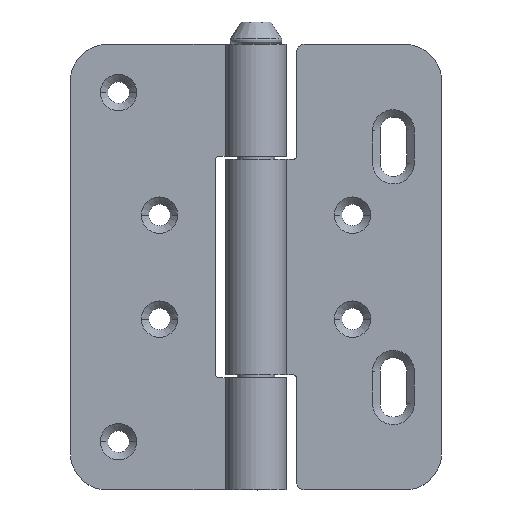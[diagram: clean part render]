
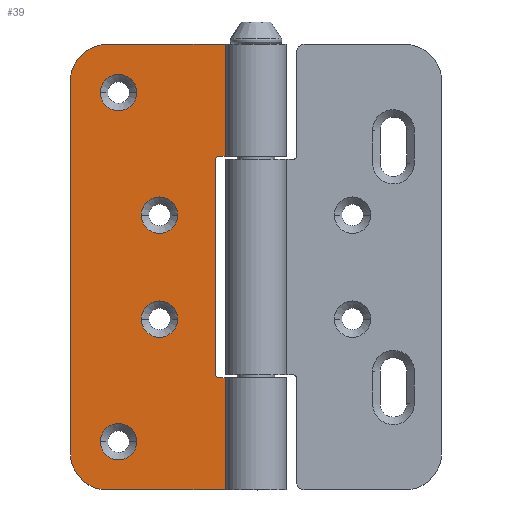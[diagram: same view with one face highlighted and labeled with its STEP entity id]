
A CAD part, top view. The second image highlights one B-rep face of the part: STEP entity #39.
In plain terms, the highlighted planar face has unit normal (0, 0, 1).
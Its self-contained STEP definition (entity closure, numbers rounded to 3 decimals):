
#22=FACE_BOUND('',#234,.T.);
#23=FACE_BOUND('',#235,.T.);
#24=FACE_BOUND('',#236,.T.);
#25=FACE_BOUND('',#237,.T.);
#39=ADVANCED_FACE('',(#134,#22,#23,#24,#25),#1521,.T.);
#134=FACE_OUTER_BOUND('',#233,.T.);
#233=EDGE_LOOP('',(#369,#370,#371,#372,#373,#374,#375,#376,#377,#378,#379,
#380));
#234=EDGE_LOOP('',(#381,#382));
#235=EDGE_LOOP('',(#383,#384));
#236=EDGE_LOOP('',(#385,#386));
#237=EDGE_LOOP('',(#387,#388));
#369=ORIENTED_EDGE('',*,*,#826,.T.);
#370=ORIENTED_EDGE('',*,*,#811,.T.);
#371=ORIENTED_EDGE('',*,*,#812,.F.);
#372=ORIENTED_EDGE('',*,*,#874,.T.);
#373=ORIENTED_EDGE('',*,*,#808,.F.);
#374=ORIENTED_EDGE('',*,*,#872,.T.);
#375=ORIENTED_EDGE('',*,*,#810,.T.);
#376=ORIENTED_EDGE('',*,*,#835,.T.);
#377=ORIENTED_EDGE('',*,*,#828,.T.);
#378=ORIENTED_EDGE('',*,*,#877,.T.);
#379=ORIENTED_EDGE('',*,*,#827,.T.);
#380=ORIENTED_EDGE('',*,*,#880,.T.);
#381=ORIENTED_EDGE('',*,*,#883,.F.);
#382=ORIENTED_EDGE('',*,*,#851,.F.);
#383=ORIENTED_EDGE('',*,*,#888,.F.);
#384=ORIENTED_EDGE('',*,*,#856,.F.);
#385=ORIENTED_EDGE('',*,*,#893,.F.);
#386=ORIENTED_EDGE('',*,*,#861,.F.);
#387=ORIENTED_EDGE('',*,*,#866,.T.);
#388=ORIENTED_EDGE('',*,*,#898,.T.);
#808=EDGE_CURVE('',#1398,#1397,#1031,.T.);
#810=EDGE_CURVE('',#1399,#1363,#1033,.T.);
#811=EDGE_CURVE('',#1373,#1364,#1034,.T.);
#812=EDGE_CURVE('',#1400,#1364,#1035,.T.);
#826=EDGE_CURVE('',#1407,#1373,#1041,.T.);
#827=EDGE_CURVE('',#1403,#1408,#1042,.T.);
#828=EDGE_CURVE('',#1374,#1404,#1043,.T.);
#835=EDGE_CURVE('',#1363,#1374,#1044,.T.);
#851=EDGE_CURVE('',#1383,#1409,#1174,.T.);
#856=EDGE_CURVE('',#1386,#1412,#1177,.T.);
#861=EDGE_CURVE('',#1389,#1415,#1180,.T.);
#866=EDGE_CURVE('',#1392,#1418,#1183,.T.);
#872=EDGE_CURVE('',#1398,#1399,#1186,.T.);
#874=EDGE_CURVE('',#1400,#1397,#1188,.T.);
#877=EDGE_CURVE('',#1404,#1403,#1190,.T.);
#880=EDGE_CURVE('',#1408,#1407,#1192,.T.);
#883=EDGE_CURVE('',#1409,#1383,#1194,.T.);
#888=EDGE_CURVE('',#1412,#1386,#1197,.T.);
#893=EDGE_CURVE('',#1415,#1389,#1200,.T.);
#898=EDGE_CURVE('',#1418,#1392,#1203,.T.);
#1031=B_SPLINE_CURVE_WITH_KNOTS('',1,(#2402,#2403),.UNSPECIFIED.,.F.,.F.,
(2,2),(5.,55.),.UNSPECIFIED.);
#1033=B_SPLINE_CURVE_WITH_KNOTS('',1,(#2406,#2407),.UNSPECIFIED.,.F.,.F.,
(2,2),(12.416,29.083),.UNSPECIFIED.);
#1034=B_SPLINE_CURVE_WITH_KNOTS('',1,(#2408,#2409),.UNSPECIFIED.,.F.,.F.,
(2,2),(44.9,60.),.UNSPECIFIED.);
#1035=B_SPLINE_CURVE_WITH_KNOTS('',1,(#2410,#2411),.UNSPECIFIED.,.F.,.F.,
(2,2),(12.416,29.083),.UNSPECIFIED.);
#1041=B_SPLINE_CURVE_WITH_KNOTS('',1,(#2444,#2445),.UNSPECIFIED.,.F.,.F.,
(2,2),(-54.3,-52.633),.UNSPECIFIED.);
#1042=B_SPLINE_CURVE_WITH_KNOTS('',1,(#2446,#2447),.UNSPECIFIED.,.F.,.F.,
(2,2),(-84.1,-55.3),.UNSPECIFIED.);
#1043=B_SPLINE_CURVE_WITH_KNOTS('',1,(#2448,#2449),.UNSPECIFIED.,.F.,.F.,
(2,2),(-86.767,-85.1),.UNSPECIFIED.);
#1044=B_SPLINE_CURVE_WITH_KNOTS('',1,(#2466,#2467),.UNSPECIFIED.,.F.,.F.,
(2,2),(0.,15.1),.UNSPECIFIED.);
#1174=TRIMMED_CURVE($,#1274,(#2504),(#2505),.T.,.CARTESIAN.);
#1177=TRIMMED_CURVE($,#1277,(#2519),(#2520),.T.,.CARTESIAN.);
#1180=TRIMMED_CURVE($,#1280,(#2534),(#2535),.T.,.CARTESIAN.);
#1183=TRIMMED_CURVE($,#1283,(#2549),(#2550),.T.,.CARTESIAN.);
#1186=TRIMMED_CURVE($,#1286,(#2564),(#2565),.T.,.CARTESIAN.);
#1188=TRIMMED_CURVE($,#1288,(#2570),(#2571),.T.,.CARTESIAN.);
#1190=TRIMMED_CURVE($,#1290,(#2578),(#2579),.T.,.CARTESIAN.);
#1192=TRIMMED_CURVE($,#1292,(#2586),(#2587),.T.,.CARTESIAN.);
#1194=TRIMMED_CURVE($,#1294,(#2596),(#2597),.T.,.CARTESIAN.);
#1197=TRIMMED_CURVE($,#1297,(#2611),(#2612),.T.,.CARTESIAN.);
#1200=TRIMMED_CURVE($,#1300,(#2626),(#2627),.T.,.CARTESIAN.);
#1203=TRIMMED_CURVE($,#1303,(#2641),(#2642),.T.,.CARTESIAN.);
#1274=CIRCLE('',#1723,2.45);
#1277=CIRCLE('',#1726,2.45);
#1280=CIRCLE('',#1729,2.45);
#1283=CIRCLE('',#1732,2.45);
#1286=CIRCLE('',#1735,5.);
#1288=CIRCLE('',#1737,5.);
#1290=CIRCLE('',#1739,0.5);
#1292=CIRCLE('',#1741,0.5);
#1294=CIRCLE('',#1743,2.45);
#1297=CIRCLE('',#1746,2.45);
#1300=CIRCLE('',#1749,2.45);
#1303=CIRCLE('',#1752,2.45);
#1363=VERTEX_POINT('',#2318);
#1364=VERTEX_POINT('',#2319);
#1373=VERTEX_POINT('',#2328);
#1374=VERTEX_POINT('',#2329);
#1383=VERTEX_POINT('',#2338);
#1386=VERTEX_POINT('',#2341);
#1389=VERTEX_POINT('',#2344);
#1392=VERTEX_POINT('',#2347);
#1397=VERTEX_POINT('',#2352);
#1398=VERTEX_POINT('',#2353);
#1399=VERTEX_POINT('',#2354);
#1400=VERTEX_POINT('',#2355);
#1403=VERTEX_POINT('',#2358);
#1404=VERTEX_POINT('',#2359);
#1407=VERTEX_POINT('',#2362);
#1408=VERTEX_POINT('',#2363);
#1409=VERTEX_POINT('',#2364);
#1412=VERTEX_POINT('',#2367);
#1415=VERTEX_POINT('',#2370);
#1418=VERTEX_POINT('',#2373);
#1521=PLANE('',#1681);
#1681=AXIS2_PLACEMENT_3D('',#2127,#1854,$);
#1723=AXIS2_PLACEMENT_3D($,#2503,#1913,#1914);
#1726=AXIS2_PLACEMENT_3D($,#2518,#1919,#1920);
#1729=AXIS2_PLACEMENT_3D($,#2533,#1925,#1926);
#1732=AXIS2_PLACEMENT_3D($,#2548,#1931,#1932);
#1735=AXIS2_PLACEMENT_3D($,#2563,#1937,#1938);
#1737=AXIS2_PLACEMENT_3D($,#2569,#1941,#1942);
#1739=AXIS2_PLACEMENT_3D($,#2577,#1945,#1946);
#1741=AXIS2_PLACEMENT_3D($,#2585,#1949,#1950);
#1743=AXIS2_PLACEMENT_3D($,#2595,#1953,#1954);
#1746=AXIS2_PLACEMENT_3D($,#2610,#1959,#1960);
#1749=AXIS2_PLACEMENT_3D($,#2625,#1965,#1966);
#1752=AXIS2_PLACEMENT_3D($,#2640,#1971,#1972);
#1854=DIRECTION('',(0.,0.,1.));
#1913=DIRECTION('',(0.,0.,1.));
#1914=DIRECTION('',(-1.,0.,0.));
#1919=DIRECTION('',(0.,0.,1.));
#1920=DIRECTION('',(-1.,0.,0.));
#1925=DIRECTION('',(0.,0.,1.));
#1926=DIRECTION('',(-1.,0.,0.));
#1931=DIRECTION('',(0.,0.,-1.));
#1932=DIRECTION('',(-1.,0.,0.));
#1937=DIRECTION('',(0.,0.,1.));
#1938=DIRECTION('',(-1.,0.,0.));
#1941=DIRECTION('',(0.,0.,1.));
#1942=DIRECTION('',(0.,1.,0.));
#1945=DIRECTION('',(0.,0.,-1.));
#1946=DIRECTION('',(0.,-1.,0.));
#1949=DIRECTION('',(0.,0.,-1.));
#1950=DIRECTION('',(-1.,0.,0.));
#1953=DIRECTION('',(0.,0.,1.));
#1954=DIRECTION('',(1.,0.,0.));
#1959=DIRECTION('',(0.,0.,1.));
#1960=DIRECTION('',(1.,0.,0.));
#1965=DIRECTION('',(0.,0.,1.));
#1966=DIRECTION('',(1.,0.,0.));
#1971=DIRECTION('',(0.,0.,-1.));
#1972=DIRECTION('',(1.,0.,0.));
#2127=CARTESIAN_POINT('',(-24.616,-30.77,1.5));
#2318=CARTESIAN_POINT('',(-2.949,-30.77,1.5));
#2319=CARTESIAN_POINT('',(-2.949,29.23,1.5));
#2328=CARTESIAN_POINT('',(-2.949,14.13,1.5));
#2329=CARTESIAN_POINT('',(-2.949,-15.67,1.5));
#2338=CARTESIAN_POINT('',(-15.066,-7.77,1.5));
#2341=CARTESIAN_POINT('',(-15.066,6.23,1.5));
#2344=CARTESIAN_POINT('',(-20.566,22.73,1.5));
#2347=CARTESIAN_POINT('',(-20.566,-24.27,1.5));
#2352=CARTESIAN_POINT('',(-24.616,24.23,1.5));
#2353=CARTESIAN_POINT('',(-24.616,-25.77,1.5));
#2354=CARTESIAN_POINT('',(-19.616,-30.77,1.5));
#2355=CARTESIAN_POINT('',(-19.616,29.23,1.5));
#2358=CARTESIAN_POINT('',(-5.116,-15.17,1.5));
#2359=CARTESIAN_POINT('',(-4.616,-15.67,1.5));
#2362=CARTESIAN_POINT('',(-4.616,14.13,1.5));
#2363=CARTESIAN_POINT('',(-5.116,13.63,1.5));
#2364=CARTESIAN_POINT('',(-10.166,-7.77,1.5));
#2367=CARTESIAN_POINT('',(-10.166,6.23,1.5));
#2370=CARTESIAN_POINT('',(-15.666,22.73,1.5));
#2373=CARTESIAN_POINT('',(-15.666,-24.27,1.5));
#2402=CARTESIAN_POINT('',(-24.616,-25.77,1.5));
#2403=CARTESIAN_POINT('',(-24.616,24.23,1.5));
#2406=CARTESIAN_POINT('',(-19.616,-30.77,1.5));
#2407=CARTESIAN_POINT('',(-2.949,-30.77,1.5));
#2408=CARTESIAN_POINT('',(-2.949,14.13,1.5));
#2409=CARTESIAN_POINT('',(-2.949,29.23,1.5));
#2410=CARTESIAN_POINT('',(-19.616,29.23,1.5));
#2411=CARTESIAN_POINT('',(-2.949,29.23,1.5));
#2444=CARTESIAN_POINT('',(-4.616,14.13,1.5));
#2445=CARTESIAN_POINT('',(-2.949,14.13,1.5));
#2446=CARTESIAN_POINT('',(-5.116,-15.17,1.5));
#2447=CARTESIAN_POINT('',(-5.116,13.63,1.5));
#2448=CARTESIAN_POINT('',(-2.949,-15.67,1.5));
#2449=CARTESIAN_POINT('',(-4.616,-15.67,1.5));
#2466=CARTESIAN_POINT('',(-2.949,-30.77,1.5));
#2467=CARTESIAN_POINT('',(-2.949,-15.67,1.5));
#2503=CARTESIAN_POINT('',(-12.616,-7.77,1.5));
#2504=CARTESIAN_POINT('',(-15.066,-7.77,1.5));
#2505=CARTESIAN_POINT('',(-10.166,-7.77,1.5));
#2518=CARTESIAN_POINT('',(-12.616,6.23,1.5));
#2519=CARTESIAN_POINT('',(-15.066,6.23,1.5));
#2520=CARTESIAN_POINT('',(-10.166,6.23,1.5));
#2533=CARTESIAN_POINT('',(-18.116,22.73,1.5));
#2534=CARTESIAN_POINT('',(-20.566,22.73,1.5));
#2535=CARTESIAN_POINT('',(-15.666,22.73,1.5));
#2548=CARTESIAN_POINT('',(-18.116,-24.27,1.5));
#2549=CARTESIAN_POINT('',(-20.566,-24.27,1.5));
#2550=CARTESIAN_POINT('',(-15.666,-24.27,1.5));
#2563=CARTESIAN_POINT('',(-19.616,-25.77,1.5));
#2564=CARTESIAN_POINT('',(-24.616,-25.77,1.5));
#2565=CARTESIAN_POINT('',(-19.616,-30.77,1.5));
#2569=CARTESIAN_POINT('',(-19.616,24.23,1.5));
#2570=CARTESIAN_POINT('',(-19.616,29.23,1.5));
#2571=CARTESIAN_POINT('',(-24.616,24.23,1.5));
#2577=CARTESIAN_POINT('',(-4.616,-15.17,1.5));
#2578=CARTESIAN_POINT('',(-4.616,-15.67,1.5));
#2579=CARTESIAN_POINT('',(-5.116,-15.17,1.5));
#2585=CARTESIAN_POINT('',(-4.616,13.63,1.5));
#2586=CARTESIAN_POINT('',(-5.116,13.63,1.5));
#2587=CARTESIAN_POINT('',(-4.616,14.13,1.5));
#2595=CARTESIAN_POINT('',(-12.616,-7.77,1.5));
#2596=CARTESIAN_POINT('',(-10.166,-7.77,1.5));
#2597=CARTESIAN_POINT('',(-15.066,-7.77,1.5));
#2610=CARTESIAN_POINT('',(-12.616,6.23,1.5));
#2611=CARTESIAN_POINT('',(-10.166,6.23,1.5));
#2612=CARTESIAN_POINT('',(-15.066,6.23,1.5));
#2625=CARTESIAN_POINT('',(-18.116,22.73,1.5));
#2626=CARTESIAN_POINT('',(-15.666,22.73,1.5));
#2627=CARTESIAN_POINT('',(-20.566,22.73,1.5));
#2640=CARTESIAN_POINT('',(-18.116,-24.27,1.5));
#2641=CARTESIAN_POINT('',(-15.666,-24.27,1.5));
#2642=CARTESIAN_POINT('',(-20.566,-24.27,1.5));
